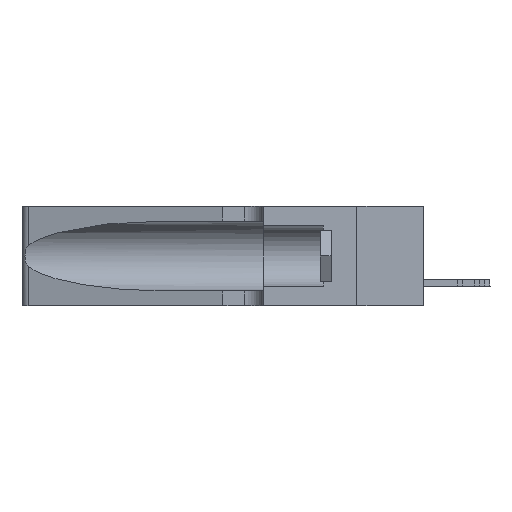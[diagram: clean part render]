
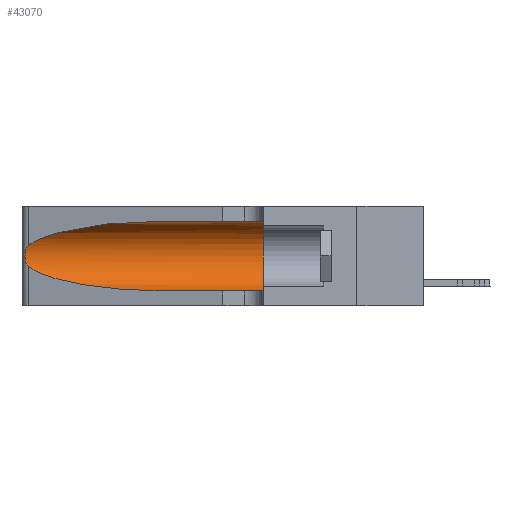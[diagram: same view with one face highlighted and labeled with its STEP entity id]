
A CAD part, left-side view. The second image highlights one B-rep face of the part: STEP entity #43070.
In plain terms, the highlighted cylindrical face has radius 3.308 mm (diameter 6.617 mm), a partial arc.
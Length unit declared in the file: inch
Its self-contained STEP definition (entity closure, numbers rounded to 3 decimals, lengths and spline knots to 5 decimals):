
#540 = ORIENTED_EDGE ( 'NONE', *, *, #37367, .F. ) ;
#868 = VERTEX_POINT ( 'NONE', #13995 ) ;
#1718 = B_SPLINE_CURVE_WITH_KNOTS ( 'NONE', 3,
 ( #39981, #36149, #32752, #14422, #10241, #46932, #17631, #21604, #14572, #3336, #25507, #7053, #43752, #32604 ),
 .UNSPECIFIED., .F., .F.,
 ( 4, 2, 2, 2, 2, 2, 4 ),
 ( 0., 0.00027, 0.00053, 0.00107, 0.0016, 0.00187, 0.00214 ),
 .UNSPECIFIED. ) ;
#2511 = EDGE_CURVE ( 'NONE', #42629, #14035, #22953, .T. ) ;
#3336 = CARTESIAN_POINT ( 'NONE',  ( 0.25856, 1.23593, 0.16098 ) ) ;
#3391 = ORIENTED_EDGE ( 'NONE', *, *, #14340, .T. ) ;
#5135 = CARTESIAN_POINT ( 'NONE',  ( 0.1305, 0.72297, 0.31525 ) ) ;
#5929 =( BOUNDED_CURVE ( )  B_SPLINE_CURVE ( 3, ( #30917, #27051, #20263, #23735 ),
 .UNSPECIFIED., .F., .F. ) 
 B_SPLINE_CURVE_WITH_KNOTS ( ( 4, 4 ),
 ( 1.5708, 2.84003 ),
 .UNSPECIFIED. ) 
 CURVE ( )  GEOMETRIC_REPRESENTATION_ITEM ( )  RATIONAL_B_SPLINE_CURVE ( ( 1., 0.87, 0.87, 1. ) ) 
 REPRESENTATION_ITEM ( '' )  );
#6845 = DIRECTION ( 'NONE',  ( 0., 1., 0. ) ) ;
#7053 = CARTESIAN_POINT ( 'NONE',  ( 0.25639, 1.23186, 0.15144 ) ) ;
#7787 = VECTOR ( 'NONE', #35234, 39.37008 ) ;
#8765 = CARTESIAN_POINT ( 'NONE',  ( 0.2373, 1.15595, 0.08982 ) ) ;
#9378 = ORIENTED_EDGE ( 'NONE', *, *, #17764, .T. ) ;
#10241 = CARTESIAN_POINT ( 'NONE',  ( 0.25854, 1.2359, 0.20912 ) ) ;
#10349 = CARTESIAN_POINT ( 'NONE',  ( 0.1305, 0.35, 0.185 ) ) ;
#10447 = ORIENTED_EDGE ( 'NONE', *, *, #15231, .T. ) ;
#10659 = DIRECTION ( 'NONE',  ( 0., 0., 1. ) ) ;
#13995 = CARTESIAN_POINT ( 'NONE',  ( 0.1305, 0.72297, 0.05475 ) ) ;
#14035 = VERTEX_POINT ( 'NONE', #38445 ) ;
#14340 = EDGE_CURVE ( 'NONE', #34191, #44637, #5929, .T. ) ;
#14422 = CARTESIAN_POINT ( 'NONE',  ( 0.25787, 1.23484, 0.2124 ) ) ;
#14572 = CARTESIAN_POINT ( 'NONE',  ( 0.26017, 1.23833, 0.17102 ) ) ;
#15231 = EDGE_CURVE ( 'NONE', #868, #14035, #17013, .T. ) ;
#15497 = CARTESIAN_POINT ( 'NONE',  ( 0.1305, 0.72297, 0.05475 ) ) ;
#15983 = CARTESIAN_POINT ( 'NONE',  ( 0.18966, 0.96281, 0.05475 ) ) ;
#17013 = LINE ( 'NONE', #27846, #7787 ) ;
#17631 = CARTESIAN_POINT ( 'NONE',  ( 0.26075, 1.23896, 0.19203 ) ) ;
#17699 = DIRECTION ( 'NONE',  ( 0., -1., 0. ) ) ;
#17764 = EDGE_CURVE ( 'NONE', #44637, #18541, #1718, .T. ) ;
#18541 = VERTEX_POINT ( 'NONE', #41813 ) ;
#20263 = CARTESIAN_POINT ( 'NONE',  ( 0.2373, 1.15595, 0.28018 ) ) ;
#20278 = ORIENTED_EDGE ( 'NONE', *, *, #22650, .T. ) ;
#21575 = ORIENTED_EDGE ( 'NONE', *, *, #2511, .F. ) ;
#21604 = CARTESIAN_POINT ( 'NONE',  ( 0.26075, 1.23896, 0.178 ) ) ;
#22037 = VECTOR ( 'NONE', #17699, 39.37008 ) ;
#22311 = AXIS2_PLACEMENT_3D ( 'NONE', #22445, #41147, #33912 ) ;
#22445 = CARTESIAN_POINT ( 'NONE',  ( 0.1305, 1.61858, 0.185 ) ) ;
#22650 = EDGE_CURVE ( 'NONE', #18541, #868, #41326, .T. ) ;
#22953 = CIRCLE ( 'NONE', #27753, 0.13025 ) ;
#23735 = CARTESIAN_POINT ( 'NONE',  ( 0.25487, 1.22718, 0.22369 ) ) ;
#25507 = CARTESIAN_POINT ( 'NONE',  ( 0.25789, 1.23486, 0.15765 ) ) ;
#26492 = CARTESIAN_POINT ( 'NONE',  ( 0.1305, 1.61858, 0.31525 ) ) ;
#26602 = CARTESIAN_POINT ( 'NONE',  ( 0.25487, 1.22718, 0.14631 ) ) ;
#27051 = CARTESIAN_POINT ( 'NONE',  ( 0.18966, 0.96281, 0.31525 ) ) ;
#27751 = CYLINDRICAL_SURFACE ( 'NONE', #22311, 0.13025 ) ;
#27753 = AXIS2_PLACEMENT_3D ( 'NONE', #10349, #6845, #10659 ) ;
#27846 = CARTESIAN_POINT ( 'NONE',  ( 0.1305, 1.61858, 0.05475 ) ) ;
#28389 = CARTESIAN_POINT ( 'NONE',  ( 0.1305, 0.35, 0.31525 ) ) ;
#30917 = CARTESIAN_POINT ( 'NONE',  ( 0.1305, 0.72297, 0.31525 ) ) ;
#32604 = CARTESIAN_POINT ( 'NONE',  ( 0.25487, 1.22718, 0.14631 ) ) ;
#32752 = CARTESIAN_POINT ( 'NONE',  ( 0.25639, 1.23184, 0.21858 ) ) ;
#33912 = DIRECTION ( 'NONE',  ( 0., 0., -1. ) ) ;
#34191 = VERTEX_POINT ( 'NONE', #5135 ) ;
#34324 = EDGE_LOOP ( 'NONE', ( #3391, #9378, #20278, #10447, #21575, #540 ) ) ;
#35234 = DIRECTION ( 'NONE',  ( 0., -1., 0. ) ) ;
#36149 = CARTESIAN_POINT ( 'NONE',  ( 0.25555, 1.22994, 0.2215 ) ) ;
#37367 = EDGE_CURVE ( 'NONE', #34191, #42629, #43756, .T. ) ;
#38445 = CARTESIAN_POINT ( 'NONE',  ( 0.1305, 0.35, 0.05475 ) ) ;
#39981 = CARTESIAN_POINT ( 'NONE',  ( 0.25487, 1.22718, 0.22369 ) ) ;
#41147 = DIRECTION ( 'NONE',  ( 0., -1., 0. ) ) ;
#41326 =( BOUNDED_CURVE ( )  B_SPLINE_CURVE ( 3, ( #26602, #8765, #15983, #15497 ),
 .UNSPECIFIED., .F., .T. ) 
 B_SPLINE_CURVE_WITH_KNOTS ( ( 4, 4 ),
 ( 3.44316, 4.71239 ),
 .UNSPECIFIED. ) 
 CURVE ( )  GEOMETRIC_REPRESENTATION_ITEM ( )  RATIONAL_B_SPLINE_CURVE ( ( 1., 0.87, 0.87, 1. ) ) 
 REPRESENTATION_ITEM ( '' )  );
#41813 = CARTESIAN_POINT ( 'NONE',  ( 0.25487, 1.22718, 0.14631 ) ) ;
#42629 = VERTEX_POINT ( 'NONE', #28389 ) ;
#43070 = ADVANCED_FACE ( 'NONE', ( #45434 ), #27751, .F. ) ;
#43752 = CARTESIAN_POINT ( 'NONE',  ( 0.25555, 1.22993, 0.14849 ) ) ;
#43756 = LINE ( 'NONE', #26492, #22037 ) ;
#44637 = VERTEX_POINT ( 'NONE', #46134 ) ;
#45434 = FACE_OUTER_BOUND ( 'NONE', #34324, .T. ) ;
#46134 = CARTESIAN_POINT ( 'NONE',  ( 0.25487, 1.22718, 0.22369 ) ) ;
#46932 = CARTESIAN_POINT ( 'NONE',  ( 0.26018, 1.23835, 0.19895 ) ) ;
